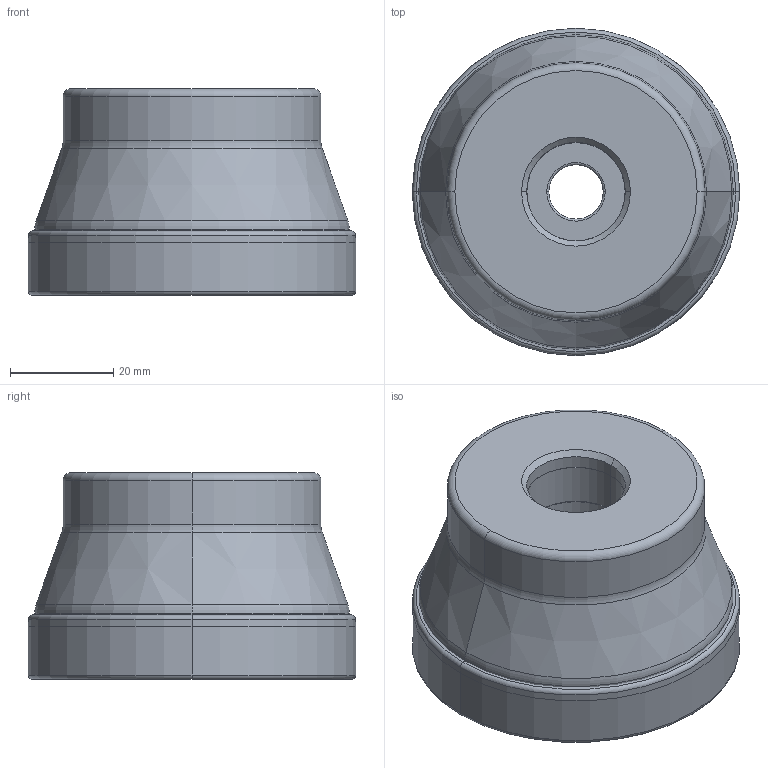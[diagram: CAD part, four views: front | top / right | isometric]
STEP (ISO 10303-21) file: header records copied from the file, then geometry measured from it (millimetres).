
FILE_DESCRIPTION(/* description */ (''),/* implementation_level */ '2;1');
FILE_NAME(/* name */ 'ASX400R2504_IR0_031.stp',/* time_stamp */ '2021-09-08T11:41:36+09:00',/* author */ (''),/* organization */ (''),/* preprocessor_version */ 'ST-DEVELOPER v16',/* originating_system */ 'SIEMENS PLM Software NX 10.0',/* authorisation */ '');
FILE_SCHEMA (('AUTOMOTIVE_DESIGN { 1 0 10303 214 3 1 1 1 }'));
Length unit declared in the file: millimetre
Products named in the file (1): ASX400R2504_IR0_031_ASM
Bounding box: 63.5 x 63.5 x 40 mm (x, y, z)
Volume: 108621.8 mm3; surface area: 21194.1 mm2
Topology: 2 solids, 2 shells, 88 faces, 210 edges, 147 vertices
Faces by surface type: cone 34, torus 26, cylinder 20, plane 8
Entity records: 2742 total; most frequent: DIRECTION 554, CARTESIAN_POINT 428, ORIENTED_EDGE 392, AXIS2_PLACEMENT_3D 245, EDGE_CURVE 196, CIRCLE 146, VERTEX_POINT 116, EDGE_LOOP 96
